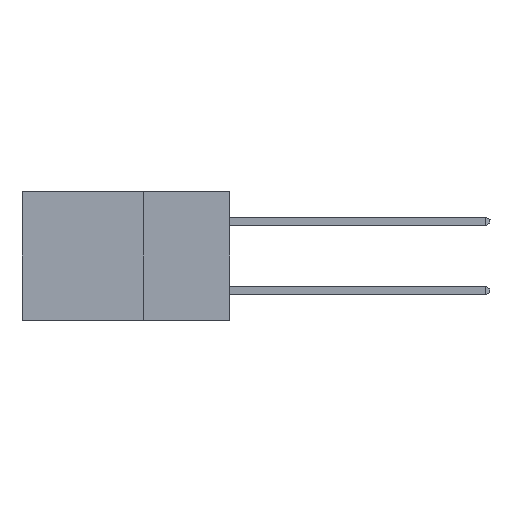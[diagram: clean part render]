
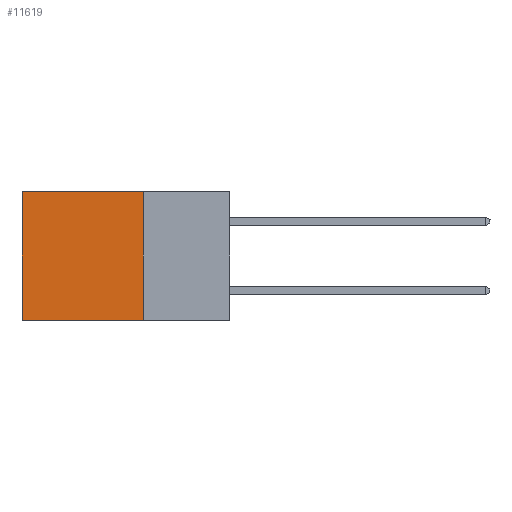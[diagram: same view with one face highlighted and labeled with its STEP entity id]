
A CAD part, left-side view. The second image highlights one B-rep face of the part: STEP entity #11619.
In plain terms, the highlighted planar face has unit normal (-1, 0, 0).
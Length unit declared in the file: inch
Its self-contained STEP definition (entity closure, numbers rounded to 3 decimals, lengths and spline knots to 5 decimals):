
#1639 = DIRECTION ( 'NONE',  ( 0., 1., 0. ) ) ;
#1972 = ORIENTED_EDGE ( 'NONE', *, *, #14767, .T. ) ;
#2312 = AXIS2_PLACEMENT_3D ( 'NONE', #7272, #16149, #14921 ) ;
#2424 = VERTEX_POINT ( 'NONE', #4611 ) ;
#3386 = VERTEX_POINT ( 'NONE', #4999 ) ;
#3675 = CARTESIAN_POINT ( 'NONE',  ( 0.298, 0.6, 0. ) ) ;
#3840 = DIRECTION ( 'NONE',  ( 0., 1., 0. ) ) ;
#3842 = FACE_OUTER_BOUND ( 'NONE', #7186, .T. ) ;
#4044 = DIRECTION ( 'NONE',  ( 0., 0., -1. ) ) ;
#4203 = VECTOR ( 'NONE', #4044, 39.37008 ) ;
#4611 = CARTESIAN_POINT ( 'NONE',  ( 0.298, 0.6, 0. ) ) ;
#4924 = ORIENTED_EDGE ( 'NONE', *, *, #15475, .F. ) ;
#4999 = CARTESIAN_POINT ( 'NONE',  ( 0.298, 0.25, 0. ) ) ;
#5446 = CARTESIAN_POINT ( 'NONE',  ( 0.298, 0.25, -0.37 ) ) ;
#5977 = CARTESIAN_POINT ( 'NONE',  ( 0.298, 0.6, -0.37 ) ) ;
#6360 = CARTESIAN_POINT ( 'NONE',  ( 0.298, 0.25, -0.37 ) ) ;
#6619 = CARTESIAN_POINT ( 'NONE',  ( 0.298, 0.25, 0. ) ) ;
#6868 = LINE ( 'NONE', #5446, #15645 ) ;
#7186 = EDGE_LOOP ( 'NONE', ( #1972, #4924, #13593, #14671 ) ) ;
#7272 = CARTESIAN_POINT ( 'NONE',  ( 0.298, 0.25, 0. ) ) ;
#8550 = DIRECTION ( 'NONE',  ( 0., 0., -1. ) ) ;
#8664 = LINE ( 'NONE', #3675, #10863 ) ;
#8935 = VERTEX_POINT ( 'NONE', #6360 ) ;
#10676 = VERTEX_POINT ( 'NONE', #5977 ) ;
#10863 = VECTOR ( 'NONE', #8550, 39.37008 ) ;
#11009 = PLANE ( 'NONE',  #2312 ) ;
#11619 = ADVANCED_FACE ( 'NONE', ( #3842 ), #11009, .F. ) ;
#11780 = EDGE_CURVE ( 'NONE', #3386, #2424, #15928, .T. ) ;
#12584 = EDGE_CURVE ( 'NONE', #3386, #8935, #13087, .T. ) ;
#13087 = LINE ( 'NONE', #6619, #4203 ) ;
#13123 = VECTOR ( 'NONE', #3840, 39.37008 ) ;
#13593 = ORIENTED_EDGE ( 'NONE', *, *, #12584, .F. ) ;
#13782 = CARTESIAN_POINT ( 'NONE',  ( 0.298, 0.25, 0. ) ) ;
#14671 = ORIENTED_EDGE ( 'NONE', *, *, #11780, .T. ) ;
#14767 = EDGE_CURVE ( 'NONE', #2424, #10676, #8664, .T. ) ;
#14921 = DIRECTION ( 'NONE',  ( 0., 0., -1. ) ) ;
#15475 = EDGE_CURVE ( 'NONE', #8935, #10676, #6868, .T. ) ;
#15645 = VECTOR ( 'NONE', #1639, 39.37008 ) ;
#15928 = LINE ( 'NONE', #13782, #13123 ) ;
#16149 = DIRECTION ( 'NONE',  ( 1., 0., 0. ) ) ;
